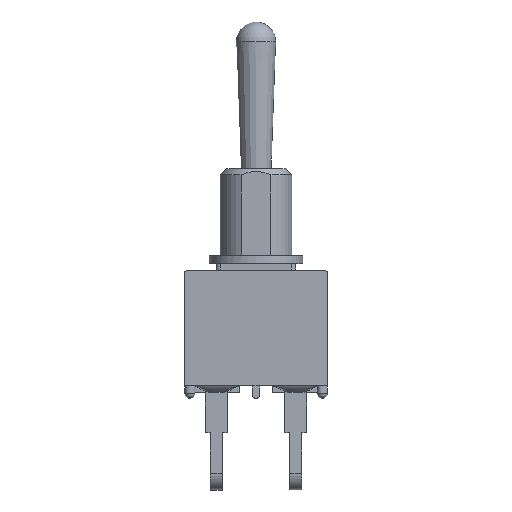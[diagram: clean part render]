
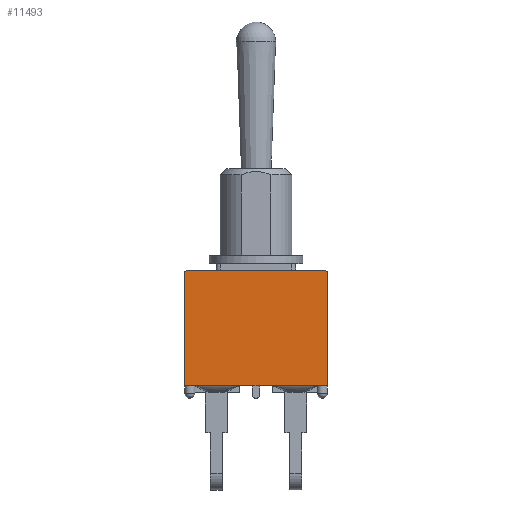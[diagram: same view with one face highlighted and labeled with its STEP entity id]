
A CAD part, left-side view. The second image highlights one B-rep face of the part: STEP entity #11493.
In plain terms, the highlighted planar face has unit normal (-1, 0, 0).
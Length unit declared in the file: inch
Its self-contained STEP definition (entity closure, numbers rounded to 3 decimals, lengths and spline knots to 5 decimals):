
#1538=CARTESIAN_POINT('',(-0.16004,0.17008,0.29252));
#1539=VERTEX_POINT('',#1538);
#1546=CARTESIAN_POINT('',(-0.16004,-0.17008,0.29252));
#1547=VERTEX_POINT('',#1546);
#1548=CARTESIAN_POINT('',(-0.16004,-0.17008,0.29252));
#1549=DIRECTION('',(0.0,1.0,0.0));
#1550=VECTOR('',#1549,0.34016);
#1551=LINE('',#1548,#1550);
#1552=EDGE_CURVE('',#1547,#1539,#1551,.T.);
#8626=CARTESIAN_POINT('',(-0.16004,-0.16713,0.0));
#8627=VERTEX_POINT('',#8626);
#9856=CARTESIAN_POINT('',(-0.16004,-0.17795,0.28858));
#9857=VERTEX_POINT('',#9856);
#9858=CARTESIAN_POINT('',(-0.16004,-0.17008,0.28268));
#9859=DIRECTION('',(1.0,0.0,0.0));
#9860=DIRECTION('',(0.0,-0.707,0.707));
#9861=AXIS2_PLACEMENT_3D('',#9858,#9859,#9860);
#9862=CIRCLE('',#9861,0.00984);
#9863=EDGE_CURVE('',#1547,#9857,#9862,.T.);
#9905=CARTESIAN_POINT('',(-0.16004,0.17795,0.28858));
#9906=VERTEX_POINT('',#9905);
#9913=CARTESIAN_POINT('',(-0.16004,0.17008,0.28268));
#9914=DIRECTION('',(1.0,0.0,0.0));
#9915=DIRECTION('',(0.0,0.707,0.707));
#9916=AXIS2_PLACEMENT_3D('',#9913,#9914,#9915);
#9917=CIRCLE('',#9916,0.00984);
#9918=EDGE_CURVE('',#9906,#1539,#9917,.T.);
#10460=CARTESIAN_POINT('',(-0.16004,-0.17992,0.28858));
#10461=VERTEX_POINT('',#10460);
#10462=CARTESIAN_POINT('',(-0.16004,-0.17992,0.28858));
#10463=DIRECTION('',(0.0,1.0,0.0));
#10464=VECTOR('',#10463,0.00197);
#10465=LINE('',#10462,#10464);
#10466=EDGE_CURVE('',#10461,#9857,#10465,.T.);
#10782=CARTESIAN_POINT('',(-0.16004,0.16713,0.0));
#10783=VERTEX_POINT('',#10782);
#10823=CARTESIAN_POINT('',(-0.16004,-0.17992,0.0));
#10824=VERTEX_POINT('',#10823);
#10831=CARTESIAN_POINT('',(-0.16004,-0.17992,0.0));
#10832=DIRECTION('',(0.0,1.0,0.0));
#10833=VECTOR('',#10832,0.0128);
#10834=LINE('',#10831,#10833);
#10835=EDGE_CURVE('',#10824,#8627,#10834,.T.);
#10846=CARTESIAN_POINT('',(-0.16004,0.17992,0.0));
#10847=VERTEX_POINT('',#10846);
#10848=CARTESIAN_POINT('',(-0.16004,0.16713,0.0));
#10849=DIRECTION('',(0.0,1.0,0.0));
#10850=VECTOR('',#10849,0.0128);
#10851=LINE('',#10848,#10850);
#10852=EDGE_CURVE('',#10783,#10847,#10851,.T.);
#10894=CARTESIAN_POINT('',(-0.16004,-0.16713,0.0));
#10895=DIRECTION('',(0.0,1.0,0.0));
#10896=VECTOR('',#10895,0.33425);
#10897=LINE('',#10894,#10896);
#10898=EDGE_CURVE('',#8627,#10783,#10897,.T.);
#11303=CARTESIAN_POINT('',(-0.16004,-0.17992,0.0));
#11304=DIRECTION('',(0.0,0.0,1.0));
#11305=VECTOR('',#11304,0.28858);
#11306=LINE('',#11303,#11305);
#11307=EDGE_CURVE('',#10824,#10461,#11306,.T.);
#11405=CARTESIAN_POINT('',(-0.16004,0.17992,0.28858));
#11406=VERTEX_POINT('',#11405);
#11413=CARTESIAN_POINT('',(-0.16004,0.17795,0.28858));
#11414=DIRECTION('',(0.0,1.0,0.0));
#11415=VECTOR('',#11414,0.00197);
#11416=LINE('',#11413,#11415);
#11417=EDGE_CURVE('',#9906,#11406,#11416,.T.);
#11471=CARTESIAN_POINT('',(-0.16004,-0.19791,-0.01463));
#11472=DIRECTION('',(-1.0,0.0,0.0));
#11473=DIRECTION('',(0.0,0.0,1.0));
#11474=AXIS2_PLACEMENT_3D('',#11471,#11472,#11473);
#11475=PLANE('',#11474);
#11476=ORIENTED_EDGE('',*,*,#10466,.T.);
#11477=ORIENTED_EDGE('',*,*,#9863,.F.);
#11478=ORIENTED_EDGE('',*,*,#1552,.T.);
#11479=ORIENTED_EDGE('',*,*,#9918,.F.);
#11480=ORIENTED_EDGE('',*,*,#11417,.T.);
#11481=CARTESIAN_POINT('',(-0.16004,0.17992,0.0));
#11482=DIRECTION('',(0.0,0.0,1.0));
#11483=VECTOR('',#11482,0.28858);
#11484=LINE('',#11481,#11483);
#11485=EDGE_CURVE('',#10847,#11406,#11484,.T.);
#11486=ORIENTED_EDGE('',*,*,#11485,.F.);
#11487=ORIENTED_EDGE('',*,*,#10852,.F.);
#11488=ORIENTED_EDGE('',*,*,#10898,.F.);
#11489=ORIENTED_EDGE('',*,*,#10835,.F.);
#11490=ORIENTED_EDGE('',*,*,#11307,.T.);
#11491=EDGE_LOOP('',(#11476,#11477,#11478,#11479,#11480,#11486,#11487,#11488,#11489,#11490));
#11492=FACE_OUTER_BOUND('',#11491,.T.);
#11493=ADVANCED_FACE('',(#11492),#11475,.T.);
